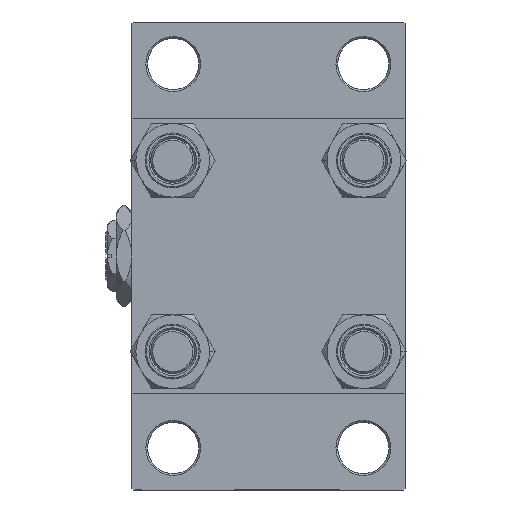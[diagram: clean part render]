
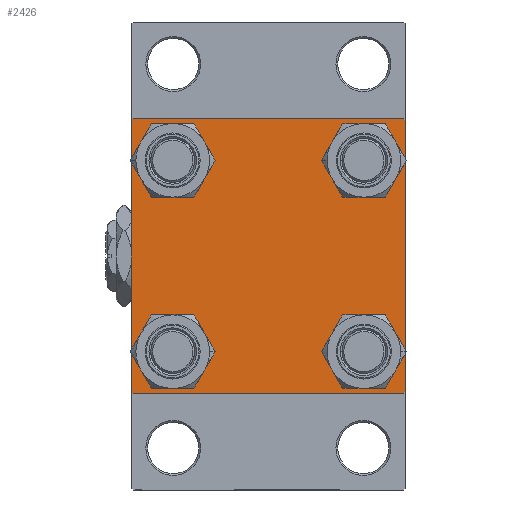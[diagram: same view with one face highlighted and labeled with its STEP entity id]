
A CAD part, left-side view. The second image highlights one B-rep face of the part: STEP entity #2426.
In plain terms, the highlighted planar face has unit normal (-1, 0, 0).
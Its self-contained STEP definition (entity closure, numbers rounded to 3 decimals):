
#19 = FACE_BOUND ( 'NONE', #19235, .T. ) ;
#471 = CARTESIAN_POINT ( 'NONE',  ( 0., -37.5, 37.5 ) ) ;
#543 = DIRECTION ( 'NONE',  ( 0., -0.707, 0.707 ) ) ;
#1258 = ORIENTED_EDGE ( 'NONE', *, *, #16285, .T. ) ;
#1312 = CIRCLE ( 'NONE', #31166, 6.5 ) ;
#1668 = DIRECTION ( 'NONE',  ( 0., -0.707, -0.707 ) ) ;
#2426 = ADVANCED_FACE ( 'NONE', ( #34625, #18221, #19, #11146, #23018 ), #33630, .T. ) ;
#4219 = EDGE_CURVE ( 'NONE', #10910, #6613, #35514, .T. ) ;
#4647 = CIRCLE ( 'NONE', #37750, 6.5 ) ;
#4980 = VERTEX_POINT ( 'NONE', #16874 ) ;
#5038 = EDGE_CURVE ( 'NONE', #24528, #42089, #23440, .T. ) ;
#5263 = CARTESIAN_POINT ( 'NONE',  ( 0., -26.15, -19.65 ) ) ;
#5439 = VERTEX_POINT ( 'NONE', #34650 ) ;
#5798 = ORIENTED_EDGE ( 'NONE', *, *, #32147, .T. ) ;
#6388 = EDGE_CURVE ( 'NONE', #38733, #36522, #12978, .T. ) ;
#6494 = ORIENTED_EDGE ( 'NONE', *, *, #27573, .T. ) ;
#6613 = VERTEX_POINT ( 'NONE', #7817 ) ;
#6763 = VERTEX_POINT ( 'NONE', #5263 ) ;
#7524 = ORIENTED_EDGE ( 'NONE', *, *, #37183, .F. ) ;
#7814 = ORIENTED_EDGE ( 'NONE', *, *, #35475, .T. ) ;
#7817 = CARTESIAN_POINT ( 'NONE',  ( 0., -26.15, 19.65 ) ) ;
#7845 = LINE ( 'NONE', #38921, #10824 ) ;
#8305 = CARTESIAN_POINT ( 'NONE',  ( 0., 37.5, 37. ) ) ;
#8990 = DIRECTION ( 'NONE',  ( 1., 0., 0. ) ) ;
#9497 = LINE ( 'NONE', #36282, #31070 ) ;
#9663 = AXIS2_PLACEMENT_3D ( 'NONE', #45358, #33469, #30192 ) ;
#10024 = CIRCLE ( 'NONE', #38258, 6.5 ) ;
#10441 = VECTOR ( 'NONE', #36034, 1000. ) ;
#10782 = CARTESIAN_POINT ( 'NONE',  ( 0., -37.5, 37. ) ) ;
#10824 = VECTOR ( 'NONE', #35364, 1000. ) ;
#10910 = VERTEX_POINT ( 'NONE', #18143 ) ;
#10951 = CARTESIAN_POINT ( 'NONE',  ( 0., -37., -37.5 ) ) ;
#11146 = FACE_BOUND ( 'NONE', #12650, .T. ) ;
#11445 = AXIS2_PLACEMENT_3D ( 'NONE', #31741, #32974, #43617 ) ;
#12650 = EDGE_LOOP ( 'NONE', ( #33519, #30915 ) ) ;
#12978 = CIRCLE ( 'NONE', #9663, 6.5 ) ;
#13097 = ORIENTED_EDGE ( 'NONE', *, *, #40356, .T. ) ;
#13326 = CARTESIAN_POINT ( 'NONE',  ( 0., 26.15, -26.15 ) ) ;
#13771 = AXIS2_PLACEMENT_3D ( 'NONE', #13326, #24949, #36319 ) ;
#14372 = VECTOR ( 'NONE', #16642, 1000. ) ;
#14572 = VERTEX_POINT ( 'NONE', #36285 ) ;
#15177 = LINE ( 'NONE', #38174, #29624 ) ;
#15597 = CARTESIAN_POINT ( 'NONE',  ( 0., 37.25, 37.25 ) ) ;
#15712 = LINE ( 'NONE', #31120, #16716 ) ;
#16285 = EDGE_CURVE ( 'NONE', #14572, #46916, #7845, .T. ) ;
#16642 = DIRECTION ( 'NONE',  ( 0., 0., -1. ) ) ;
#16716 = VECTOR ( 'NONE', #543, 1000. ) ;
#16874 = CARTESIAN_POINT ( 'NONE',  ( 0., 37.5, -37. ) ) ;
#17069 = CARTESIAN_POINT ( 'NONE',  ( 0., 26.15, -26.15 ) ) ;
#17751 = EDGE_LOOP ( 'NONE', ( #7814, #6494, #1258, #5798, #7524, #24152, #39443, #13097 ) ) ;
#18064 = EDGE_LOOP ( 'NONE', ( #27576, #35096 ) ) ;
#18143 = CARTESIAN_POINT ( 'NONE',  ( 0., -26.15, 32.65 ) ) ;
#18221 = FACE_BOUND ( 'NONE', #18064, .T. ) ;
#18852 = AXIS2_PLACEMENT_3D ( 'NONE', #34894, #23281, #22552 ) ;
#18970 = DIRECTION ( 'NONE',  ( 0., 0., 1. ) ) ;
#19235 = EDGE_LOOP ( 'NONE', ( #45308, #34876 ) ) ;
#19274 = DIRECTION ( 'NONE',  ( 0., -1., 0. ) ) ;
#19375 = LINE ( 'NONE', #15597, #49169 ) ;
#19828 = EDGE_CURVE ( 'NONE', #6763, #29386, #10024, .T. ) ;
#20690 = CARTESIAN_POINT ( 'NONE',  ( 0., -26.15, -32.65 ) ) ;
#21257 = CIRCLE ( 'NONE', #18852, 6.5 ) ;
#22518 = CARTESIAN_POINT ( 'NONE',  ( 0., 26.15, -32.65 ) ) ;
#22552 = DIRECTION ( 'NONE',  ( 0., 0., 1. ) ) ;
#23018 = FACE_OUTER_BOUND ( 'NONE', #17751, .T. ) ;
#23281 = DIRECTION ( 'NONE',  ( 1., 0., 0. ) ) ;
#23440 = CIRCLE ( 'NONE', #13771, 6.5 ) ;
#23649 = DIRECTION ( 'NONE',  ( 0., 0., 1. ) ) ;
#23746 = DIRECTION ( 'NONE',  ( 0., 0., -1. ) ) ;
#24139 = VERTEX_POINT ( 'NONE', #46039 ) ;
#24152 = ORIENTED_EDGE ( 'NONE', *, *, #40464, .T. ) ;
#24199 = EDGE_CURVE ( 'NONE', #6613, #10910, #21257, .T. ) ;
#24471 = CARTESIAN_POINT ( 'NONE',  ( 0., 26.15, -19.65 ) ) ;
#24528 = VERTEX_POINT ( 'NONE', #24471 ) ;
#24949 = DIRECTION ( 'NONE',  ( 1., 0., 0. ) ) ;
#26028 = DIRECTION ( 'NONE',  ( 0., 0., 1. ) ) ;
#26130 = EDGE_LOOP ( 'NONE', ( #48365, #45068 ) ) ;
#26511 = EDGE_CURVE ( 'NONE', #24139, #5439, #34930, .T. ) ;
#27573 = EDGE_CURVE ( 'NONE', #4980, #14572, #9497, .T. ) ;
#27576 = ORIENTED_EDGE ( 'NONE', *, *, #19828, .T. ) ;
#27952 = CARTESIAN_POINT ( 'NONE',  ( 0., 26.15, 26.15 ) ) ;
#28190 = CARTESIAN_POINT ( 'NONE',  ( 0., -26.15, -26.15 ) ) ;
#28222 = DIRECTION ( 'NONE',  ( 0., 0.707, -0.707 ) ) ;
#28683 = DIRECTION ( 'NONE',  ( 1., 0., 0. ) ) ;
#29386 = VERTEX_POINT ( 'NONE', #20690 ) ;
#29466 = CARTESIAN_POINT ( 'NONE',  ( 0., -37.25, 37.25 ) ) ;
#29624 = VECTOR ( 'NONE', #23746, 1000. ) ;
#30192 = DIRECTION ( 'NONE',  ( 0., 0., 1. ) ) ;
#30724 = EDGE_CURVE ( 'NONE', #42089, #24528, #1312, .T. ) ;
#30915 = ORIENTED_EDGE ( 'NONE', *, *, #33497, .T. ) ;
#31070 = VECTOR ( 'NONE', #1668, 1000. ) ;
#31120 = CARTESIAN_POINT ( 'NONE',  ( 0., -37.25, -37.25 ) ) ;
#31166 = AXIS2_PLACEMENT_3D ( 'NONE', #17069, #28683, #44097 ) ;
#31741 = CARTESIAN_POINT ( 'NONE',  ( 0., -26.15, -26.15 ) ) ;
#31829 = VECTOR ( 'NONE', #19274, 1000. ) ;
#32147 = EDGE_CURVE ( 'NONE', #46916, #45657, #15712, .T. ) ;
#32974 = DIRECTION ( 'NONE',  ( 1., 0., 0. ) ) ;
#33469 = DIRECTION ( 'NONE',  ( 1., 0., 0. ) ) ;
#33497 = EDGE_CURVE ( 'NONE', #36522, #38733, #4647, .T. ) ;
#33519 = ORIENTED_EDGE ( 'NONE', *, *, #6388, .T. ) ;
#33630 = PLANE ( 'NONE',  #45132 ) ;
#34095 = DIRECTION ( 'NONE',  ( 1., 0., 0. ) ) ;
#34625 = FACE_BOUND ( 'NONE', #26130, .T. ) ;
#34650 = CARTESIAN_POINT ( 'NONE',  ( 0., -37., 37.5 ) ) ;
#34876 = ORIENTED_EDGE ( 'NONE', *, *, #30724, .T. ) ;
#34894 = CARTESIAN_POINT ( 'NONE',  ( 0., -26.15, 26.15 ) ) ;
#34930 = LINE ( 'NONE', #47058, #31829 ) ;
#35096 = ORIENTED_EDGE ( 'NONE', *, *, #45595, .T. ) ;
#35364 = DIRECTION ( 'NONE',  ( 0., -1., 0. ) ) ;
#35475 = EDGE_CURVE ( 'NONE', #47719, #4980, #15177, .T. ) ;
#35514 = CIRCLE ( 'NONE', #45209, 6.5 ) ;
#36034 = DIRECTION ( 'NONE',  ( 0., 0.707, 0.707 ) ) ;
#36282 = CARTESIAN_POINT ( 'NONE',  ( 0., 37.25, -37.25 ) ) ;
#36285 = CARTESIAN_POINT ( 'NONE',  ( 0., 37., -37.5 ) ) ;
#36319 = DIRECTION ( 'NONE',  ( 0., 0., 1. ) ) ;
#36522 = VERTEX_POINT ( 'NONE', #40258 ) ;
#37183 = EDGE_CURVE ( 'NONE', #43519, #45657, #46703, .T. ) ;
#37750 = AXIS2_PLACEMENT_3D ( 'NONE', #27952, #39580, #43113 ) ;
#38072 = CIRCLE ( 'NONE', #11445, 6.5 ) ;
#38174 = CARTESIAN_POINT ( 'NONE',  ( 0., 37.5, 37.5 ) ) ;
#38258 = AXIS2_PLACEMENT_3D ( 'NONE', #28190, #8990, #23649 ) ;
#38733 = VERTEX_POINT ( 'NONE', #43239 ) ;
#38921 = CARTESIAN_POINT ( 'NONE',  ( 0., 37.5, -37.5 ) ) ;
#39443 = ORIENTED_EDGE ( 'NONE', *, *, #26511, .F. ) ;
#39580 = DIRECTION ( 'NONE',  ( 1., 0., 0. ) ) ;
#40258 = CARTESIAN_POINT ( 'NONE',  ( 0., 26.15, 19.65 ) ) ;
#40356 = EDGE_CURVE ( 'NONE', #24139, #47719, #19375, .T. ) ;
#40464 = EDGE_CURVE ( 'NONE', #43519, #5439, #48651, .T. ) ;
#41971 = CARTESIAN_POINT ( 'NONE',  ( 0., 0., 0. ) ) ;
#42089 = VERTEX_POINT ( 'NONE', #22518 ) ;
#42176 = CARTESIAN_POINT ( 'NONE',  ( 0., -26.15, 26.15 ) ) ;
#43113 = DIRECTION ( 'NONE',  ( 0., 0., 1. ) ) ;
#43239 = CARTESIAN_POINT ( 'NONE',  ( 0., 26.15, 32.65 ) ) ;
#43519 = VERTEX_POINT ( 'NONE', #10782 ) ;
#43617 = DIRECTION ( 'NONE',  ( 0., 0., 1. ) ) ;
#44097 = DIRECTION ( 'NONE',  ( 0., 0., 1. ) ) ;
#45068 = ORIENTED_EDGE ( 'NONE', *, *, #24199, .T. ) ;
#45132 = AXIS2_PLACEMENT_3D ( 'NONE', #41971, #49294, #18970 ) ;
#45209 = AXIS2_PLACEMENT_3D ( 'NONE', #42176, #34095, #26028 ) ;
#45308 = ORIENTED_EDGE ( 'NONE', *, *, #5038, .T. ) ;
#45358 = CARTESIAN_POINT ( 'NONE',  ( 0., 26.15, 26.15 ) ) ;
#45595 = EDGE_CURVE ( 'NONE', #29386, #6763, #38072, .T. ) ;
#45657 = VERTEX_POINT ( 'NONE', #47645 ) ;
#46039 = CARTESIAN_POINT ( 'NONE',  ( 0., 37., 37.5 ) ) ;
#46703 = LINE ( 'NONE', #471, #14372 ) ;
#46916 = VERTEX_POINT ( 'NONE', #10951 ) ;
#47058 = CARTESIAN_POINT ( 'NONE',  ( 0., 37.5, 37.5 ) ) ;
#47645 = CARTESIAN_POINT ( 'NONE',  ( 0., -37.5, -37. ) ) ;
#47719 = VERTEX_POINT ( 'NONE', #8305 ) ;
#48365 = ORIENTED_EDGE ( 'NONE', *, *, #4219, .T. ) ;
#48651 = LINE ( 'NONE', #29466, #10441 ) ;
#49169 = VECTOR ( 'NONE', #28222, 1000. ) ;
#49294 = DIRECTION ( 'NONE',  ( -1., 0., 0. ) ) ;
